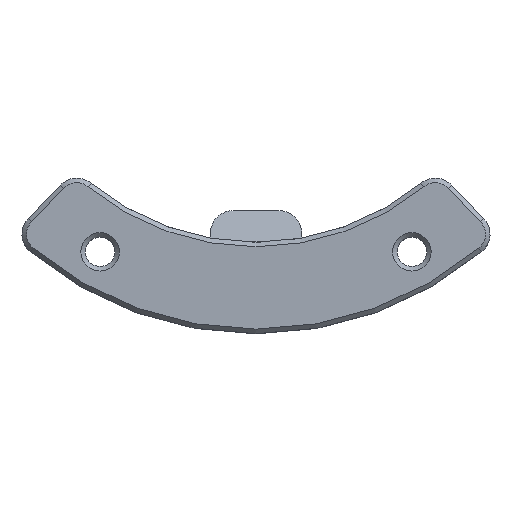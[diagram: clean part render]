
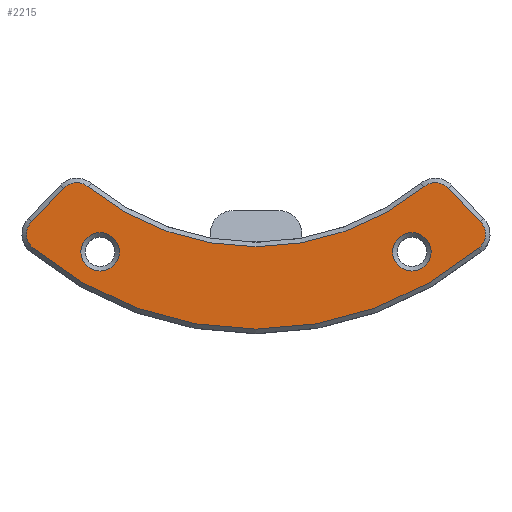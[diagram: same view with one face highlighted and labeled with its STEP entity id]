
A CAD part, top view. The second image highlights one B-rep face of the part: STEP entity #2215.
In plain terms, the highlighted planar face has unit normal (0, 0, 1).
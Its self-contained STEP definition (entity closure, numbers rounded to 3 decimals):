
#31=FACE_BOUND('',#354,.T.);
#32=FACE_BOUND('',#355,.T.);
#122=PLANE('',#2398);
#218=FACE_OUTER_BOUND('',#353,.T.);
#353=EDGE_LOOP('',(#1654,#1655,#1656,#1657,#1658,#1659,#1660,#1661));
#354=EDGE_LOOP('',(#1662));
#355=EDGE_LOOP('',(#1663));
#524=LINE('',#3387,#744);
#525=LINE('',#3395,#745);
#744=VECTOR('',#2705,10.);
#745=VECTOR('',#2712,10.);
#936=CIRCLE('',#2396,2.1);
#938=CIRCLE('',#2399,2.);
#939=CIRCLE('',#2400,2.);
#940=CIRCLE('',#2401,28.95);
#941=CIRCLE('',#2402,2.);
#942=CIRCLE('',#2403,2.);
#943=CIRCLE('',#2404,37.95);
#944=CIRCLE('',#2405,2.1);
#1042=VERTEX_POINT('',#3377);
#1044=VERTEX_POINT('',#3383);
#1045=VERTEX_POINT('',#3384);
#1046=VERTEX_POINT('',#3386);
#1047=VERTEX_POINT('',#3388);
#1048=VERTEX_POINT('',#3390);
#1049=VERTEX_POINT('',#3392);
#1050=VERTEX_POINT('',#3394);
#1051=VERTEX_POINT('',#3396);
#1052=VERTEX_POINT('',#3399);
#1271=EDGE_CURVE('',#1042,#1042,#936,.T.);
#1274=EDGE_CURVE('',#1044,#1045,#938,.T.);
#1275=EDGE_CURVE('',#1046,#1044,#524,.T.);
#1276=EDGE_CURVE('',#1047,#1046,#939,.T.);
#1277=EDGE_CURVE('',#1048,#1047,#940,.T.);
#1278=EDGE_CURVE('',#1049,#1048,#941,.T.);
#1279=EDGE_CURVE('',#1050,#1049,#525,.T.);
#1280=EDGE_CURVE('',#1051,#1050,#942,.T.);
#1281=EDGE_CURVE('',#1045,#1051,#943,.T.);
#1282=EDGE_CURVE('',#1052,#1052,#944,.T.);
#1654=ORIENTED_EDGE('',*,*,#1274,.F.);
#1655=ORIENTED_EDGE('',*,*,#1275,.F.);
#1656=ORIENTED_EDGE('',*,*,#1276,.F.);
#1657=ORIENTED_EDGE('',*,*,#1277,.F.);
#1658=ORIENTED_EDGE('',*,*,#1278,.F.);
#1659=ORIENTED_EDGE('',*,*,#1279,.F.);
#1660=ORIENTED_EDGE('',*,*,#1280,.F.);
#1661=ORIENTED_EDGE('',*,*,#1281,.F.);
#1662=ORIENTED_EDGE('',*,*,#1282,.F.);
#1663=ORIENTED_EDGE('',*,*,#1271,.F.);
#2215=ADVANCED_FACE('',(#218,#31,#32),#122,.F.);
#2396=AXIS2_PLACEMENT_3D('',#3378,#2696,#2697);
#2398=AXIS2_PLACEMENT_3D('',#3382,#2701,#2702);
#2399=AXIS2_PLACEMENT_3D('',#3385,#2703,#2704);
#2400=AXIS2_PLACEMENT_3D('',#3389,#2706,#2707);
#2401=AXIS2_PLACEMENT_3D('',#3391,#2708,#2709);
#2402=AXIS2_PLACEMENT_3D('',#3393,#2710,#2711);
#2403=AXIS2_PLACEMENT_3D('',#3397,#2713,#2714);
#2404=AXIS2_PLACEMENT_3D('',#3398,#2715,#2716);
#2405=AXIS2_PLACEMENT_3D('',#3400,#2717,#2718);
#2696=DIRECTION('center_axis',(0.,0.,
1.));
#2697=DIRECTION('ref_axis',(-1.,0.,0.));
#2701=DIRECTION('center_axis',(0.,0.,
-1.));
#2702=DIRECTION('ref_axis',(-1.,0.,0.));
#2703=DIRECTION('center_axis',(0.,0.,
-1.));
#2704=DIRECTION('ref_axis',(0.999,-0.054,0.));
#2705=DIRECTION('',(0.694,-0.72,0.));
#2706=DIRECTION('center_axis',(0.,0.,
-1.));
#2707=DIRECTION('ref_axis',(0.059,0.998,0.));
#2708=DIRECTION('center_axis',(0.,0.,
1.));
#2709=DIRECTION('ref_axis',(-0.956,-0.292,0.));
#2710=DIRECTION('center_axis',(0.,0.,
-1.));
#2711=DIRECTION('ref_axis',(-0.059,0.998,0.));
#2712=DIRECTION('',(0.694,0.72,0.));
#2713=DIRECTION('center_axis',(0.,0.,
-1.));
#2714=DIRECTION('ref_axis',(-0.999,-0.054,0.));
#2715=DIRECTION('center_axis',(0.,0.,
-1.));
#2716=DIRECTION('ref_axis',(-0.809,-0.588,0.));
#2717=DIRECTION('center_axis',(0.,0.,
1.));
#2718=DIRECTION('ref_axis',(-1.,0.,0.));
#3377=CARTESIAN_POINT('',(-14.926,42.74,410.99));
#3378=CARTESIAN_POINT('Origin',(-17.026,42.74,410.99));
#3382=CARTESIAN_POINT('Origin',(0.011,42.777,410.99));
#3383=CARTESIAN_POINT('',(24.525,46.068,410.99));
#3384=CARTESIAN_POINT('',(24.368,43.147,410.99));
#3385=CARTESIAN_POINT('Origin',(23.085,44.681,410.99));
#3386=CARTESIAN_POINT('',(21.048,49.68,410.99));
#3387=CARTESIAN_POINT('',(20.348,50.407,410.99));
#3388=CARTESIAN_POINT('',(18.341,49.841,410.99));
#3389=CARTESIAN_POINT('Origin',(19.607,48.293,410.99));
#3390=CARTESIAN_POINT('',(-18.318,49.841,410.99));
#3391=CARTESIAN_POINT('Origin',(0.011,72.25,410.99));
#3392=CARTESIAN_POINT('',(-21.025,49.68,410.99));
#3393=CARTESIAN_POINT('Origin',(-19.584,48.293,410.99));
#3394=CARTESIAN_POINT('',(-24.503,46.068,410.99));
#3395=CARTESIAN_POINT('',(-16.858,54.008,410.99));
#3396=CARTESIAN_POINT('',(-24.345,43.147,410.99));
#3397=CARTESIAN_POINT('Origin',(-23.062,44.681,410.99));
#3398=CARTESIAN_POINT('Origin',(0.011,72.25,410.99));
#3399=CARTESIAN_POINT('',(19.149,42.74,410.99));
#3400=CARTESIAN_POINT('Origin',(17.049,42.74,410.99));
